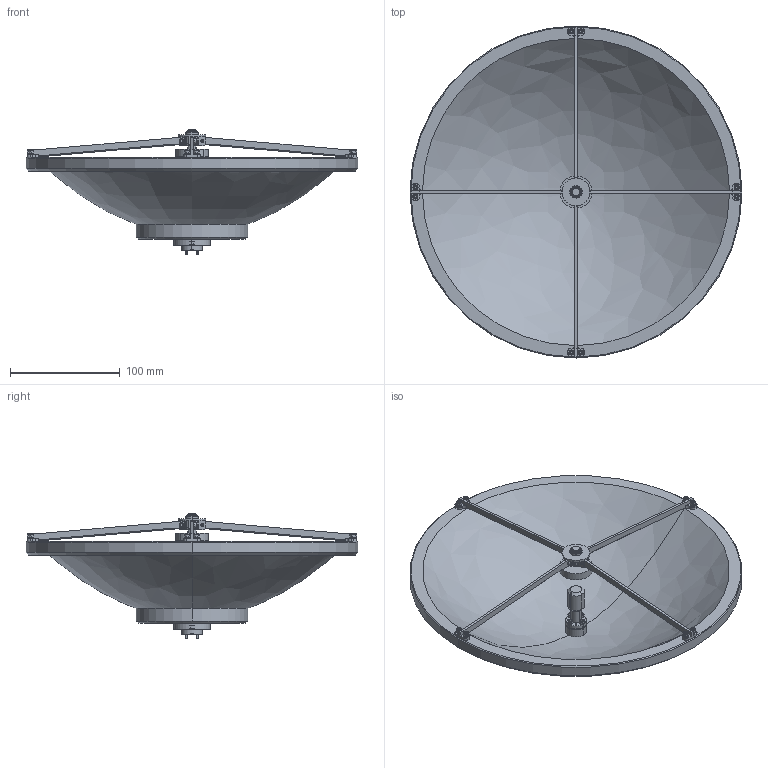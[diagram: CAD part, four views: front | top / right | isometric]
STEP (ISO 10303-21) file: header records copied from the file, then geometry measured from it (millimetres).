
FILE_DESCRIPTION (( 'STEP AP203' ), '1' );
FILE_NAME ('DMAY-10-151-A1.STEP', '2022-07-19T18:53:50', ( '' ), ( '' ), 'SwSTEP 2.0', 'SolidWorks 2021', '' );
FILE_SCHEMA (( 'CONFIG_CONTROL_DESIGN' ));
Products named in the file (1): DMAY-10-151-A1
Bounding box: 302 x 302 x 113.49 mm (x, y, z)
Volume: 456469.3 mm3; surface area: 206938.5 mm2
Topology: 55 solids, 55 shells, 2317 faces, 5716 edges, 3524 vertices
Faces by surface type: cylinder 1191, cone 566, plane 508, bspline 44, torus 8
Entity records: 88181 total; most frequent: CARTESIAN_POINT 38244, ORIENTED_EDGE 11288, DIRECTION 9608, EDGE_CURVE 5644, AXIS2_PLACEMENT_3D 3676, VERTEX_POINT 3524, EDGE_LOOP 2498, FACE_OUTER_BOUND 2317
